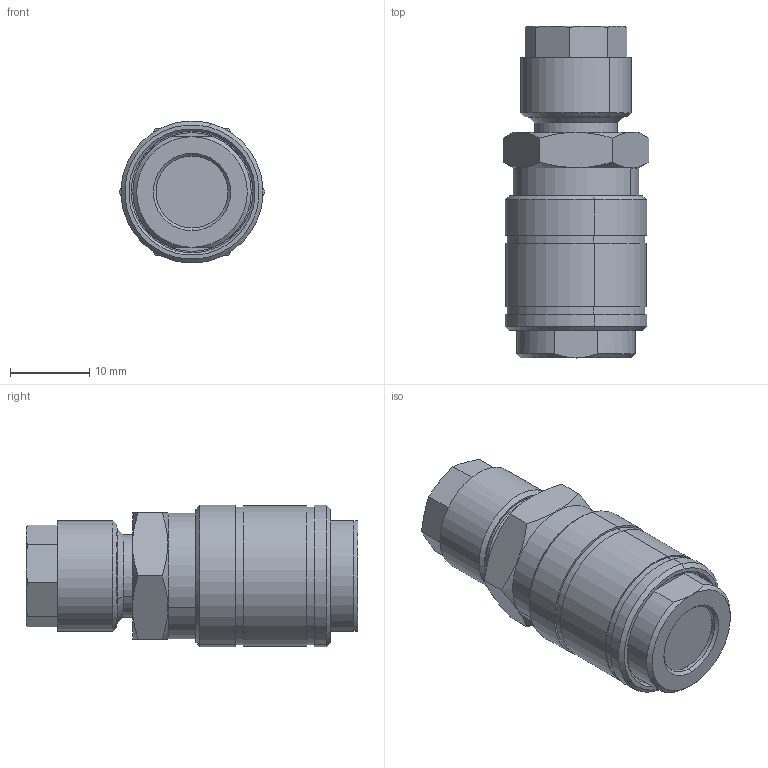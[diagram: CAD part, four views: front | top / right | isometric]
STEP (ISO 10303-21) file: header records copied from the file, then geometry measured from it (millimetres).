
FILE_DESCRIPTION (( 'STEP AP214' ), '1' );
FILE_NAME ('0018400002.step', '2012-11-19T11:01:29', ( '' ), ( '' ), 'SwSTEP 2.0', 'SolidWorks 2012', '' );
FILE_SCHEMA (( 'AUTOMOTIVE_DESIGN' ));
Length unit declared in the file: millimetre
Products named in the file (1): 0018400002
Bounding box: 18.48 x 42 x 17.93 mm (x, y, z)
Volume: 8212.1 mm3; surface area: 3004.2 mm2
Topology: 1 solids, 1 shells, 98 faces, 212 edges, 129 vertices
Faces by surface type: cone 35, plane 33, cylinder 28, torus 2
Entity records: 3851 total; most frequent: CARTESIAN_POINT 646, DIRECTION 467, ORIENTED_EDGE 424, EDGE_CURVE 212, AXIS2_PLACEMENT_3D 196, VERTEX_POINT 129, EDGE_LOOP 111, ADVANCED_FACE 98
